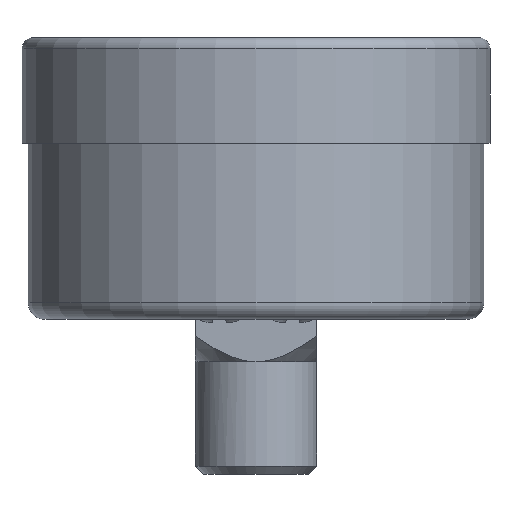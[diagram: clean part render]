
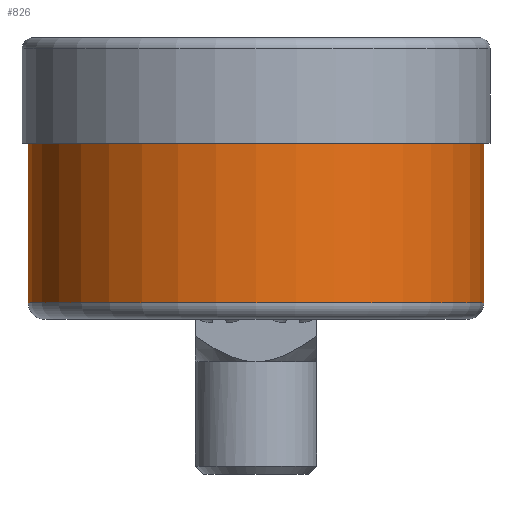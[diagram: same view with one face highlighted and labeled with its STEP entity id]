
A CAD part, front view. The second image highlights one B-rep face of the part: STEP entity #826.
In plain terms, the highlighted cylindrical face has radius 20.536 mm (diameter 41.072 mm), a full revolution.
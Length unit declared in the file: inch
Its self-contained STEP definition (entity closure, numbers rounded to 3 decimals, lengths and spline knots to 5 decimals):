
#298 = DIRECTION ( 'NONE',  ( 0., 0., 1. ) ) ;
#440 = CARTESIAN_POINT ( 'NONE',  ( 0.8085, 0., -0.375 ) ) ;
#826 = ADVANCED_FACE ( 'NONE', ( #12956, #5090 ), #5268, .T. ) ;
#2513 = EDGE_CURVE ( 'NONE', #13566, #13566, #3753, .T. ) ;
#3422 = AXIS2_PLACEMENT_3D ( 'NONE', #13562, #9701, #13467 ) ;
#3753 = CIRCLE ( 'NONE', #4886, 0.8085 ) ;
#4181 = DIRECTION ( 'NONE',  ( 0., 0., -1. ) ) ;
#4271 = EDGE_LOOP ( 'NONE', ( #7882 ) ) ;
#4886 = AXIS2_PLACEMENT_3D ( 'NONE', #6883, #4181, #13609 ) ;
#5090 = FACE_OUTER_BOUND ( 'NONE', #8588, .T. ) ;
#5268 = CYLINDRICAL_SURFACE ( 'NONE', #3422, 0.8085 ) ;
#6883 = CARTESIAN_POINT ( 'NONE',  ( 0., 0., -0.375 ) ) ;
#7377 = ORIENTED_EDGE ( 'NONE', *, *, #2513, .T. ) ;
#7882 = ORIENTED_EDGE ( 'NONE', *, *, #15864, .T. ) ;
#8588 = EDGE_LOOP ( 'NONE', ( #7377 ) ) ;
#9284 = CIRCLE ( 'NONE', #14840, 0.8085 ) ;
#9701 = DIRECTION ( 'NONE',  ( 0., 0., 1. ) ) ;
#9913 = DIRECTION ( 'NONE',  ( 1., 0., 0. ) ) ;
#12956 = FACE_OUTER_BOUND ( 'NONE', #4271, .T. ) ;
#13467 = DIRECTION ( 'NONE',  ( 1., 0., 0. ) ) ;
#13562 = CARTESIAN_POINT ( 'NONE',  ( 0., 0., -1. ) ) ;
#13566 = VERTEX_POINT ( 'NONE', #440 ) ;
#13609 = DIRECTION ( 'NONE',  ( 1., 0., 0. ) ) ;
#14840 = AXIS2_PLACEMENT_3D ( 'NONE', #16633, #298, #9913 ) ;
#15456 = VERTEX_POINT ( 'NONE', #15622 ) ;
#15622 = CARTESIAN_POINT ( 'NONE',  ( 0.8085, 0., -0.94 ) ) ;
#15864 = EDGE_CURVE ( 'NONE', #15456, #15456, #9284, .T. ) ;
#16633 = CARTESIAN_POINT ( 'NONE',  ( 0., 0., -0.94 ) ) ;
